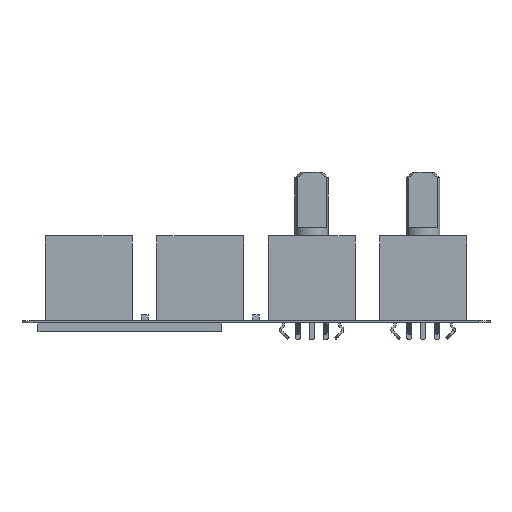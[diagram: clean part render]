
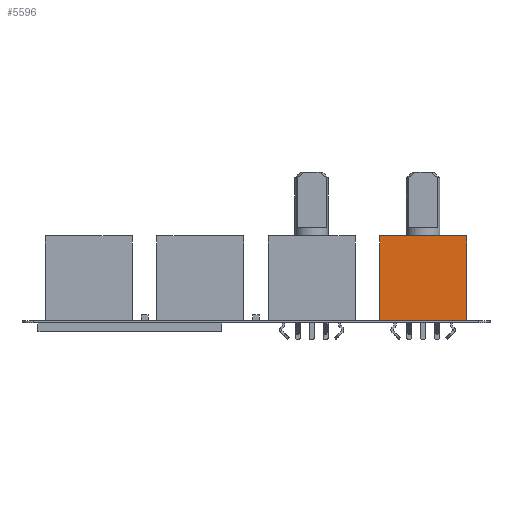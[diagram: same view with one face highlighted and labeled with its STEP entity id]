
A CAD part, front view. The second image highlights one B-rep face of the part: STEP entity #5596.
In plain terms, the highlighted planar face has unit normal (0, -1, 0).
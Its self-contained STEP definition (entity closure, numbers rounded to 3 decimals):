
#5571 = VERTEX_POINT('',#5572);
#5572 = CARTESIAN_POINT('',(-7.8,-7.8,15.2));
#5578 = EDGE_CURVE('',#5579,#5571,#5581,.T.);
#5579 = VERTEX_POINT('',#5580);
#5580 = CARTESIAN_POINT('',(-7.8,-7.8,0.));
#5581 = LINE('',#5582,#5583);
#5582 = CARTESIAN_POINT('',(-7.8,-7.8,0.));
#5583 = VECTOR('',#5584,1.);
#5584 = DIRECTION('',(0.,0.,1.));
#5596 = ADVANCED_FACE('',(#5597),#5622,.F.);
#5597 = FACE_BOUND('',#5598,.F.);
#5598 = EDGE_LOOP('',(#5599,#5600,#5608,#5616));
#5599 = ORIENTED_EDGE('',*,*,#5578,.T.);
#5600 = ORIENTED_EDGE('',*,*,#5601,.T.);
#5601 = EDGE_CURVE('',#5571,#5602,#5604,.T.);
#5602 = VERTEX_POINT('',#5603);
#5603 = CARTESIAN_POINT('',(7.8,-7.8,15.2));
#5604 = LINE('',#5605,#5606);
#5605 = CARTESIAN_POINT('',(-7.8,-7.8,15.2));
#5606 = VECTOR('',#5607,1.);
#5607 = DIRECTION('',(1.,0.,0.));
#5608 = ORIENTED_EDGE('',*,*,#5609,.F.);
#5609 = EDGE_CURVE('',#5610,#5602,#5612,.T.);
#5610 = VERTEX_POINT('',#5611);
#5611 = CARTESIAN_POINT('',(7.8,-7.8,0.));
#5612 = LINE('',#5613,#5614);
#5613 = CARTESIAN_POINT('',(7.8,-7.8,0.));
#5614 = VECTOR('',#5615,1.);
#5615 = DIRECTION('',(0.,0.,1.));
#5616 = ORIENTED_EDGE('',*,*,#5617,.F.);
#5617 = EDGE_CURVE('',#5579,#5610,#5618,.T.);
#5618 = LINE('',#5619,#5620);
#5619 = CARTESIAN_POINT('',(-7.8,-7.8,0.));
#5620 = VECTOR('',#5621,1.);
#5621 = DIRECTION('',(1.,0.,0.));
#5622 = PLANE('',#5623);
#5623 = AXIS2_PLACEMENT_3D('',#5624,#5625,#5626);
#5624 = CARTESIAN_POINT('',(-7.8,-7.8,0.));
#5625 = DIRECTION('',(0.,1.,0.));
#5626 = DIRECTION('',(1.,0.,0.));
